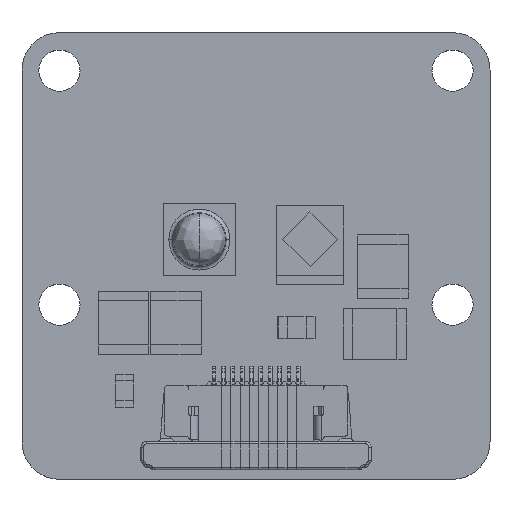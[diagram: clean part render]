
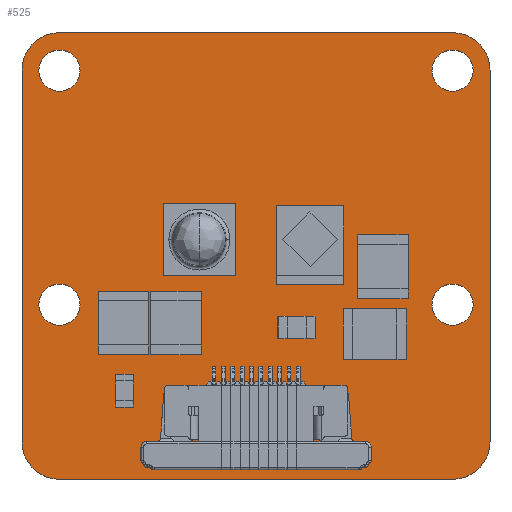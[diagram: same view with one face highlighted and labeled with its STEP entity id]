
A CAD part, top view. The second image highlights one B-rep face of the part: STEP entity #525.
In plain terms, the highlighted planar face has unit normal (0, 0, 1).
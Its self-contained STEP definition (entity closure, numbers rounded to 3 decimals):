
#116 = VERTEX_POINT('',#117);
#117 = CARTESIAN_POINT('',(-12.5,-7.331,1.638));
#123 = EDGE_CURVE('',#116,#124,#126,.T.);
#124 = VERTEX_POINT('',#125);
#125 = CARTESIAN_POINT('',(-10.5,-9.331,1.638));
#126 = CIRCLE('',#127,2.001);
#127 = AXIS2_PLACEMENT_3D('',#128,#129,#130);
#128 = CARTESIAN_POINT('',(-10.499,-7.33,1.638));
#129 = DIRECTION('',(0.,0.,1.));
#130 = DIRECTION('',(-1.,0.,0.));
#156 = EDGE_CURVE('',#124,#157,#159,.T.);
#157 = VERTEX_POINT('',#158);
#158 = CARTESIAN_POINT('',(10.5,-9.331,1.638));
#159 = LINE('',#160,#161);
#160 = CARTESIAN_POINT('',(-10.5,-9.331,1.638));
#161 = VECTOR('',#162,1.);
#162 = DIRECTION('',(1.,0.,0.));
#187 = EDGE_CURVE('',#157,#188,#190,.T.);
#188 = VERTEX_POINT('',#189);
#189 = CARTESIAN_POINT('',(12.5,-7.331,1.638));
#190 = CIRCLE('',#191,2.001);
#191 = AXIS2_PLACEMENT_3D('',#192,#193,#194);
#192 = CARTESIAN_POINT('',(10.499,-7.33,1.638));
#193 = DIRECTION('',(0.,0.,1.));
#194 = DIRECTION('',(0.,-1.,0.));
#220 = EDGE_CURVE('',#188,#221,#223,.T.);
#221 = VERTEX_POINT('',#222);
#222 = CARTESIAN_POINT('',(12.5,12.531,1.638));
#223 = LINE('',#224,#225);
#224 = CARTESIAN_POINT('',(12.5,-7.331,1.638));
#225 = VECTOR('',#226,1.);
#226 = DIRECTION('',(0.,1.,0.));
#251 = EDGE_CURVE('',#221,#252,#254,.T.);
#252 = VERTEX_POINT('',#253);
#253 = CARTESIAN_POINT('',(10.5,14.531,1.638));
#254 = CIRCLE('',#255,2.001);
#255 = AXIS2_PLACEMENT_3D('',#256,#257,#258);
#256 = CARTESIAN_POINT('',(10.499,12.53,1.638));
#257 = DIRECTION('',(0.,0.,1.));
#258 = DIRECTION('',(1.,0.,-0.));
#284 = EDGE_CURVE('',#252,#285,#287,.T.);
#285 = VERTEX_POINT('',#286);
#286 = CARTESIAN_POINT('',(-10.5,14.531,1.638));
#287 = LINE('',#288,#289);
#288 = CARTESIAN_POINT('',(10.5,14.531,1.638));
#289 = VECTOR('',#290,1.);
#290 = DIRECTION('',(-1.,0.,0.));
#315 = EDGE_CURVE('',#285,#316,#318,.T.);
#316 = VERTEX_POINT('',#317);
#317 = CARTESIAN_POINT('',(-12.5,12.531,1.638));
#318 = CIRCLE('',#319,2.001);
#319 = AXIS2_PLACEMENT_3D('',#320,#321,#322);
#320 = CARTESIAN_POINT('',(-10.499,12.53,1.638));
#321 = DIRECTION('',(0.,0.,1.));
#322 = DIRECTION('',(0.,1.,0.));
#348 = EDGE_CURVE('',#316,#116,#349,.T.);
#349 = LINE('',#350,#351);
#350 = CARTESIAN_POINT('',(-12.5,12.531,1.638));
#351 = VECTOR('',#352,1.);
#352 = DIRECTION('',(0.,-1.,0.));
#372 = VERTEX_POINT('',#373);
#373 = CARTESIAN_POINT('',(-9.4,0.,1.638));
#379 = EDGE_CURVE('',#372,#372,#380,.T.);
#380 = CIRCLE('',#381,1.1);
#381 = AXIS2_PLACEMENT_3D('',#382,#383,#384);
#382 = CARTESIAN_POINT('',(-10.5,0.,1.638));
#383 = DIRECTION('',(0.,0.,1.));
#384 = DIRECTION('',(1.,0.,-0.));
#405 = VERTEX_POINT('',#406);
#406 = CARTESIAN_POINT('',(-9.4,12.5,1.638));
#412 = EDGE_CURVE('',#405,#405,#413,.T.);
#413 = CIRCLE('',#414,1.1);
#414 = AXIS2_PLACEMENT_3D('',#415,#416,#417);
#415 = CARTESIAN_POINT('',(-10.5,12.5,1.638));
#416 = DIRECTION('',(0.,0.,1.));
#417 = DIRECTION('',(1.,0.,-0.));
#438 = VERTEX_POINT('',#439);
#439 = CARTESIAN_POINT('',(11.6,0.,1.638));
#445 = EDGE_CURVE('',#438,#438,#446,.T.);
#446 = CIRCLE('',#447,1.1);
#447 = AXIS2_PLACEMENT_3D('',#448,#449,#450);
#448 = CARTESIAN_POINT('',(10.5,0.,1.638));
#449 = DIRECTION('',(0.,0.,1.));
#450 = DIRECTION('',(1.,0.,-0.));
#471 = VERTEX_POINT('',#472);
#472 = CARTESIAN_POINT('',(11.6,12.5,1.638));
#478 = EDGE_CURVE('',#471,#471,#479,.T.);
#479 = CIRCLE('',#480,1.1);
#480 = AXIS2_PLACEMENT_3D('',#481,#482,#483);
#481 = CARTESIAN_POINT('',(10.5,12.5,1.638));
#482 = DIRECTION('',(0.,0.,1.));
#483 = DIRECTION('',(1.,0.,-0.));
#525 = ADVANCED_FACE('',(#526,#536,#539,#542,#545),#548,.T.);
#526 = FACE_BOUND('',#527,.T.);
#527 = EDGE_LOOP('',(#528,#529,#530,#531,#532,#533,#534,#535));
#528 = ORIENTED_EDGE('',*,*,#123,.T.);
#529 = ORIENTED_EDGE('',*,*,#156,.T.);
#530 = ORIENTED_EDGE('',*,*,#187,.T.);
#531 = ORIENTED_EDGE('',*,*,#220,.T.);
#532 = ORIENTED_EDGE('',*,*,#251,.T.);
#533 = ORIENTED_EDGE('',*,*,#284,.T.);
#534 = ORIENTED_EDGE('',*,*,#315,.T.);
#535 = ORIENTED_EDGE('',*,*,#348,.T.);
#536 = FACE_BOUND('',#537,.F.);
#537 = EDGE_LOOP('',(#538));
#538 = ORIENTED_EDGE('',*,*,#379,.T.);
#539 = FACE_BOUND('',#540,.F.);
#540 = EDGE_LOOP('',(#541));
#541 = ORIENTED_EDGE('',*,*,#412,.T.);
#542 = FACE_BOUND('',#543,.F.);
#543 = EDGE_LOOP('',(#544));
#544 = ORIENTED_EDGE('',*,*,#445,.T.);
#545 = FACE_BOUND('',#546,.F.);
#546 = EDGE_LOOP('',(#547));
#547 = ORIENTED_EDGE('',*,*,#478,.T.);
#548 = PLANE('',#549);
#549 = AXIS2_PLACEMENT_3D('',#550,#551,#552);
#550 = CARTESIAN_POINT('',(0.,2.6,1.638)
  );
#551 = DIRECTION('',(0.,0.,1.));
#552 = DIRECTION('',(1.,0.,-0.));
